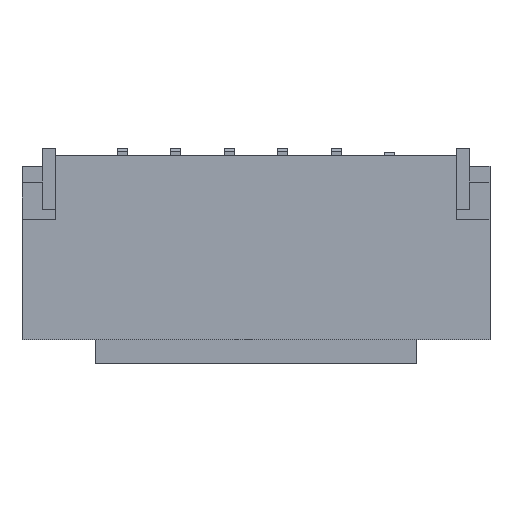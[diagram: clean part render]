
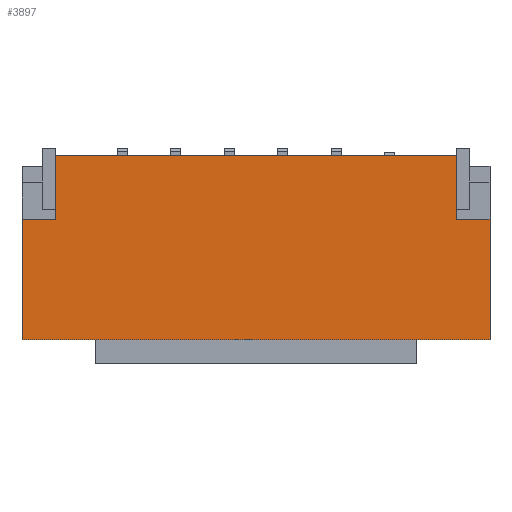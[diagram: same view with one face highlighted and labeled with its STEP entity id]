
A CAD part, top view. The second image highlights one B-rep face of the part: STEP entity #3897.
In plain terms, the highlighted planar face has unit normal (0, 0, 1).
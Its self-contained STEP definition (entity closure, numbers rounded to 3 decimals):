
#492=ORIENTED_EDGE('',*,*,#1547,.F.);
#493=ORIENTED_EDGE('',*,*,#1356,.T.);
#494=ORIENTED_EDGE('',*,*,#1374,.T.);
#495=ORIENTED_EDGE('',*,*,#1548,.T.);
#496=ORIENTED_EDGE('',*,*,#1450,.T.);
#497=ORIENTED_EDGE('',*,*,#1549,.F.);
#498=ORIENTED_EDGE('',*,*,#1396,.F.);
#499=ORIENTED_EDGE('',*,*,#1387,.F.);
#1356=EDGE_CURVE('',#1914,#1913,#2308,.T.);
#1374=EDGE_CURVE('',#1913,#1925,#2326,.T.);
#1387=EDGE_CURVE('',#1930,#1931,#2339,.T.);
#1396=EDGE_CURVE('',#1931,#1935,#2348,.T.);
#1450=EDGE_CURVE('',#1989,#1988,#2402,.T.);
#1547=EDGE_CURVE('',#1914,#1930,#2499,.T.);
#1548=EDGE_CURVE('',#1925,#1989,#2500,.T.);
#1549=EDGE_CURVE('',#1935,#1988,#2501,.T.);
#1913=VERTEX_POINT('',#5460);
#1914=VERTEX_POINT('',#5462);
#1925=VERTEX_POINT('',#5494);
#1930=VERTEX_POINT('',#5515);
#1931=VERTEX_POINT('',#5517);
#1935=VERTEX_POINT('',#5533);
#1988=VERTEX_POINT('',#5651);
#1989=VERTEX_POINT('',#5653);
#2308=LINE('',#5461,#2840);
#2326=LINE('',#5495,#2858);
#2339=LINE('',#5516,#2871);
#2348=LINE('',#5534,#2880);
#2402=LINE('',#5652,#2934);
#2499=LINE('',#5845,#3031);
#2500=LINE('',#5846,#3032);
#2501=LINE('',#5847,#3033);
#2840=VECTOR('',#4415,1000.);
#2858=VECTOR('',#4441,1000.);
#2871=VECTOR('',#4460,1000.);
#2880=VECTOR('',#4477,1000.);
#2934=VECTOR('',#4553,1000.);
#3031=VECTOR('',#4704,1000.);
#3032=VECTOR('',#4705,1000.);
#3033=VECTOR('',#4706,1000.);
#3354=EDGE_LOOP('',(#492,#493,#494,#495,#496,#497,#498,#499));
#3546=FACE_BOUND('',#3354,.T.);
#3737=PLANE('',#4126);
#3897=ADVANCED_FACE('',(#3546),#3737,.F.);
#4126=AXIS2_PLACEMENT_3D('',#5844,#4702,#4703);
#4415=DIRECTION('',(0.,-1.,0.));
#4441=DIRECTION('',(-1.,0.,0.));
#4460=DIRECTION('',(0.,-1.,0.));
#4477=DIRECTION('',(1.,0.,0.));
#4553=DIRECTION('',(1.,0.,0.));
#4702=DIRECTION('',(0.,0.,-1.));
#4703=DIRECTION('',(-1.,0.,0.));
#4704=DIRECTION('',(1.,0.,0.));
#4705=DIRECTION('',(0.,-1.,0.));
#4706=DIRECTION('',(0.,-1.,0.));
#5460=CARTESIAN_POINT('',(-3.,1.8,0.925));
#5461=CARTESIAN_POINT('',(-3.,2.75,0.925));
#5462=CARTESIAN_POINT('',(-3.,2.75,0.925));
#5494=CARTESIAN_POINT('',(-3.5,1.8,0.925));
#5495=CARTESIAN_POINT('',(-3.,1.8,0.925));
#5515=CARTESIAN_POINT('',(3.,2.75,0.925));
#5516=CARTESIAN_POINT('',(3.,2.75,0.925));
#5517=CARTESIAN_POINT('',(3.,1.8,0.925));
#5533=CARTESIAN_POINT('',(3.5,1.8,0.925));
#5534=CARTESIAN_POINT('',(3.,1.8,0.925));
#5651=CARTESIAN_POINT('',(3.5,0.,0.925));
#5652=CARTESIAN_POINT('',(-3.5,0.,0.925));
#5653=CARTESIAN_POINT('',(-3.5,0.,0.925));
#5844=CARTESIAN_POINT('',(-3.5,2.75,0.925));
#5845=CARTESIAN_POINT('',(-3.5,2.75,0.925));
#5846=CARTESIAN_POINT('',(-3.5,2.75,0.925));
#5847=CARTESIAN_POINT('',(3.5,2.75,0.925));
